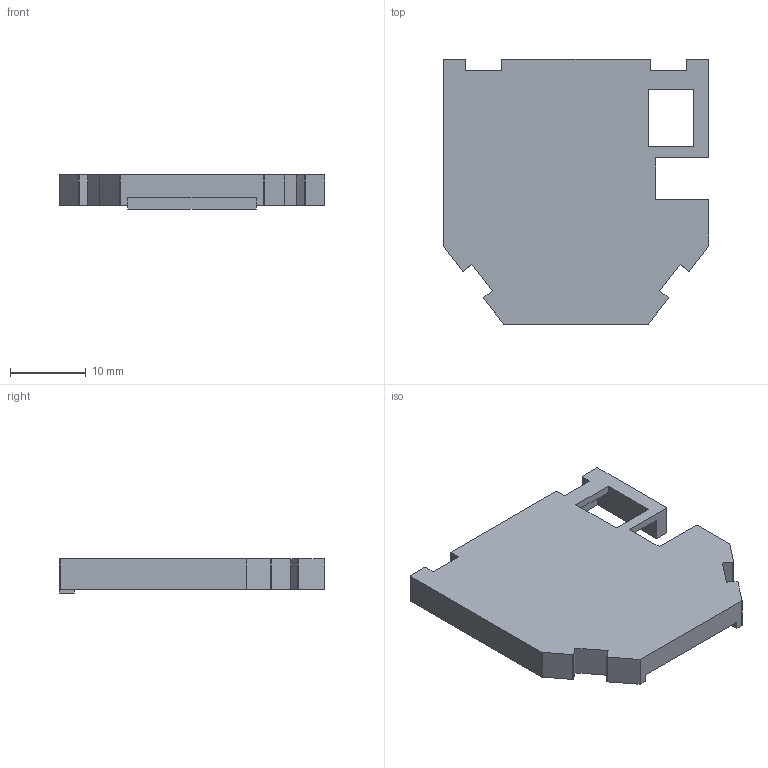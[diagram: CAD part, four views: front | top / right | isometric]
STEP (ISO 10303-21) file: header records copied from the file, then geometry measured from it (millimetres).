
FILE_DESCRIPTION(/* description */ (''),/* implementation_level */ '2;1');
FILE_NAME(/* name */ 'Plant_Friends_Case_top_closed.step',/* time_stamp */ '2020-05-20T13:17:05+02:00',/* author */ (''),/* organization */ (''),/* preprocessor_version */ 'ST-DEVELOPER v18',/* originating_system */ 'Autodesk Translation Framework v8.12.0.6',/* authorisation */ '');
FILE_SCHEMA (('AUTOMOTIVE_DESIGN { 1 0 10303 214 3 1 1 }'));
Length unit declared in the file: millimetre
Products named in the file (1): Plant Friends Case lid
Bounding box: 35 x 35 x 4.5 mm (x, y, z)
Volume: 2096.6 mm3; surface area: 3046.1 mm2
Topology: 1 solids, 1 shells, 76 faces, 220 edges, 146 vertices
Faces by surface type: plane 60, cylinder 16
Entity records: 2517 total; most frequent: CARTESIAN_POINT 443, ORIENTED_EDGE 440, DIRECTION 406, EDGE_CURVE 220, LINE 188, VECTOR 188, VERTEX_POINT 146, AXIS2_PLACEMENT_3D 109
